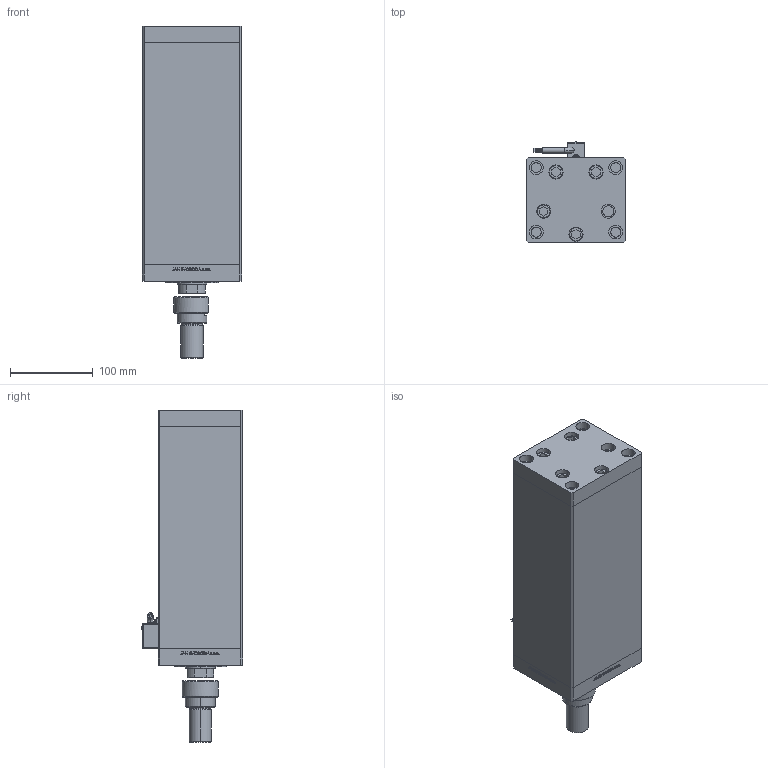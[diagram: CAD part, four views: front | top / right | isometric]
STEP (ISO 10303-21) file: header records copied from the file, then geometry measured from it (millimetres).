
FILE_DESCRIPTION (( 'STEP AP203' ), '1' );
FILE_NAME ('e5bc.STEP', '2024-01-08T20:39:28', ( '' ), ( '' ), 'SwSTEP 2.0', 'SolidWorks 2019', '' );
FILE_SCHEMA (( 'CONFIG_CONTROL_DESIGN' ));
Length unit declared in the file: millimetre
Products named in the file (9): V220C FRONT e82fdfcf4eaa13d716aede65561aed16; ALLEN BOLT e82fdfcf4eaa13d716aede65561aed16; DFA e82fdfcf4eaa13d716aede65561aed16; V220C_C MIDDLE e82fdfcf4eaa13d716aede65561aed16; e5bc; FEMALE_PART_FOR_DFA e82fdfcf4eaa13d716aede65561aed16; V220C_VC_C e82fdfcf4eaa13d716aede65561aed16; Magnetic_Switch_MSU4 e82fdfcf4eaa13d716aede65561aed16; V220C BACK_C e82fdfcf4eaa13d716aede65561aed16
Assembly tree (16 placements, depth 3):
  e5bc
    ALLEN BOLT e82fdfcf4eaa13d716aede65561aed16  x9
    V220C_C MIDDLE e82fdfcf4eaa13d716aede65561aed16
    V220C FRONT e82fdfcf4eaa13d716aede65561aed16
    Magnetic_Switch_MSU4 e82fdfcf4eaa13d716aede65561aed16
    V220C_VC_C e82fdfcf4eaa13d716aede65561aed16
    V220C BACK_C e82fdfcf4eaa13d716aede65561aed16
    DFA e82fdfcf4eaa13d716aede65561aed16
      FEMALE_PART_FOR_DFA e82fdfcf4eaa13d716aede65561aed16
Bounding box: 120 x 122.1 x 401.3 mm (x, y, z)
Volume: 3204028.4 mm3; surface area: 393894.6 mm2
Topology: 15 solids, 16 shells, 1300 faces, 3204 edges, 2086 vertices
Faces by surface type: plane 593, bspline 380, cylinder 215, cone 56, torus 44, sphere 12
Entity records: 53307 total; most frequent: CARTESIAN_POINT 27296, ORIENTED_EDGE 5652, DIRECTION 3994, EDGE_CURVE 2826, VERTEX_POINT 1862, VECTOR 1614, LINE 1614, EDGE_LOOP 1314
